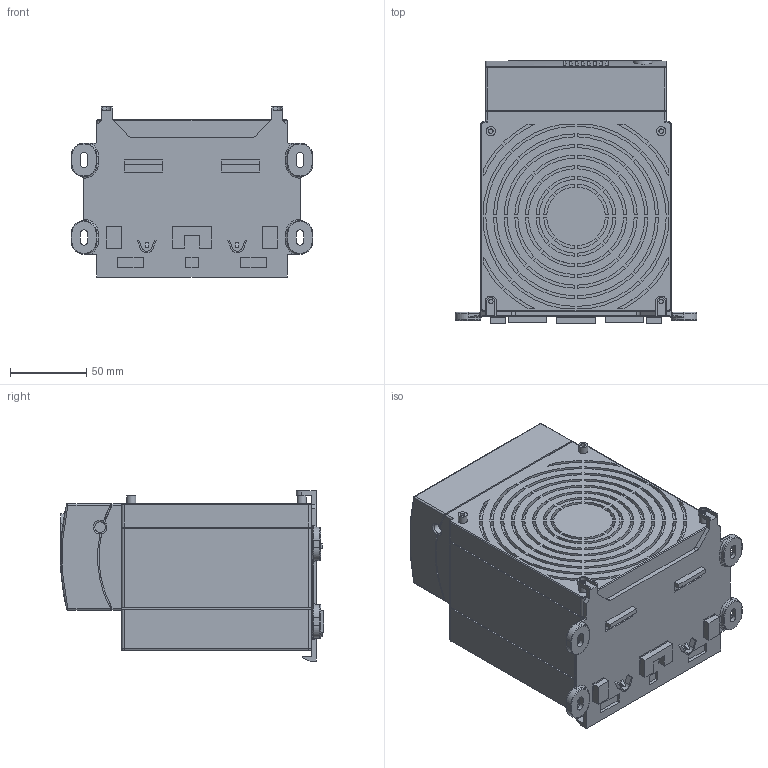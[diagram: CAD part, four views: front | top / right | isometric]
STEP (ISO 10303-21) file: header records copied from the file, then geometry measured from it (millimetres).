
FILE_DESCRIPTION(/* description */ (''),/* implementation_level */ '2;1');
FILE_NAME(/* name */ '11.stp',/* time_stamp */ '2023-12-14T11:09:50+08:00',/* author */ (''),/* organization */ (''),/* preprocessor_version */ 'ST-DEVELOPER v16.7',/* originating_system */ 'SIEMENS PLM Software NX 12.0',/* authorisation */ '');
FILE_SCHEMA (('AP203_CONFIGURATION_CONTROLLED_3D_DESIGN_OF_MECHANICAL_PARTS_AND_ASSEMBLIES_MIM_LF { 1 0 10303 403 2 1 2}'));
Length unit declared in the file: millimetre
Products named in the file (1): 1DF407687msth
Bounding box: 159 x 173.2 x 111.8 mm (x, y, z)
Volume: 1764846.9 mm3; surface area: 189538.1 mm2
Topology: 2 solids, 2 shells, 968 faces, 2365 edges, 1540 vertices
Faces by surface type: plane 567, cylinder 349, torus 40, bspline 8, sphere 4
Full cylindrical faces by diameter (mm): 3 x6, 6 x4, 7 x2, 7.459 x1, 10 x4
Entity records: 29580 total; most frequent: CARTESIAN_POINT 6142, DIRECTION 4979, ORIENTED_EDGE 4678, EDGE_CURVE 2339, AXIS2_PLACEMENT_3D 1734, VERTEX_POINT 1535, LINE 1511, VECTOR 1511
